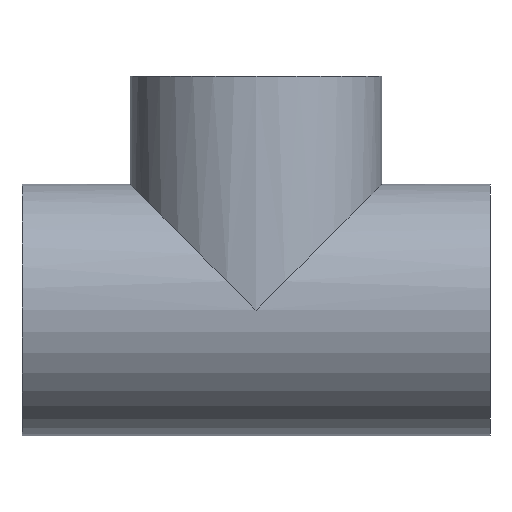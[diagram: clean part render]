
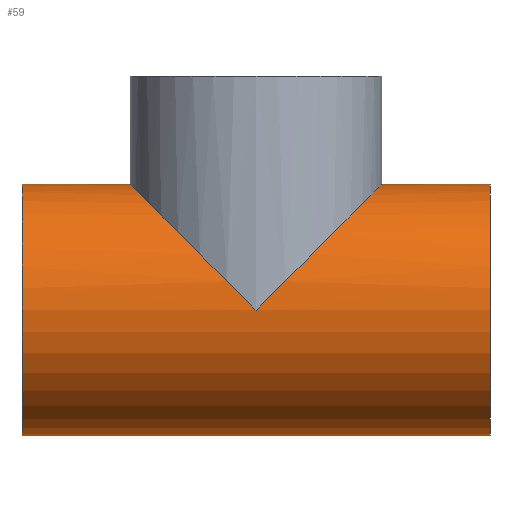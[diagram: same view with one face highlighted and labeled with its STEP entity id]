
A CAD part, front view. The second image highlights one B-rep face of the part: STEP entity #59.
In plain terms, the highlighted cylindrical face has radius 21.5 mm (diameter 43 mm), a full revolution.
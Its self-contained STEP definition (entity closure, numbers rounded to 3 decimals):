
#59 = ADVANCED_FACE( '', ( #125, #126, #127 ), #128, .T. );
#125 = FACE_OUTER_BOUND( '', #186, .T. );
#126 = FACE_OUTER_BOUND( '', #187, .T. );
#127 = FACE_BOUND( '', #188, .T. );
#128 = CYLINDRICAL_SURFACE( '', #189, 21.5 );
#186 = EDGE_LOOP( '', ( #266 ) );
#187 = EDGE_LOOP( '', ( #267 ) );
#188 = EDGE_LOOP( '', ( #268, #269 ) );
#189 = AXIS2_PLACEMENT_3D( '', #270, #271, #272 );
#266 = ORIENTED_EDGE( '', *, *, #294, .T. );
#267 = ORIENTED_EDGE( '', *, *, #301, .F. );
#268 = ORIENTED_EDGE( '', *, *, #282, .F. );
#269 = ORIENTED_EDGE( '', *, *, #281, .F. );
#270 = CARTESIAN_POINT( '', ( 20., 0., 0. ) );
#271 = DIRECTION( '', ( 1., 0., 0. ) );
#272 = DIRECTION( '', ( 0., 0., 1. ) );
#281 = EDGE_CURVE( '', #311, #312, #313, .T. );
#282 = EDGE_CURVE( '', #312, #311, #314, .F. );
#294 = EDGE_CURVE( '', #333, #333, #334, .T. );
#301 = EDGE_CURVE( '', #344, #344, #345, .T. );
#311 = VERTEX_POINT( '', #356 );
#312 = VERTEX_POINT( '', #357 );
#313 = ELLIPSE( '', #358, 30.406, 21.5 );
#314 = ELLIPSE( '', #359, 30.406, 21.5 );
#333 = VERTEX_POINT( '', #378 );
#334 = CIRCLE( '', #379, 21.5 );
#344 = VERTEX_POINT( '', #389 );
#345 = CIRCLE( '', #390, 21.5 );
#356 = CARTESIAN_POINT( '', ( -20., -21.5, 0. ) );
#357 = CARTESIAN_POINT( '', ( -20., 21.5, 0. ) );
#358 = AXIS2_PLACEMENT_3D( '', #401, #402, #403 );
#359 = AXIS2_PLACEMENT_3D( '', #404, #405, #406 );
#378 = CARTESIAN_POINT( '', ( -60., 21.5, 0. ) );
#379 = AXIS2_PLACEMENT_3D( '', #428, #429, #430 );
#389 = CARTESIAN_POINT( '', ( 20., 21.5, 0. ) );
#390 = AXIS2_PLACEMENT_3D( '', #440, #441, #442 );
#401 = CARTESIAN_POINT( '', ( -20., 0., 0. ) );
#402 = DIRECTION( '', ( -0.707, 0., 0.707 ) );
#403 = DIRECTION( '', ( -0.707, 0., -0.707 ) );
#404 = CARTESIAN_POINT( '', ( -20., 0., 0. ) );
#405 = DIRECTION( '', ( -0.707, 0., -0.707 ) );
#406 = DIRECTION( '', ( -0.707, 0., 0.707 ) );
#428 = CARTESIAN_POINT( '', ( -60., 0., 0. ) );
#429 = DIRECTION( '', ( 1., 0., 0. ) );
#430 = DIRECTION( '', ( 0., 1., 0. ) );
#440 = CARTESIAN_POINT( '', ( 20., 0., 0. ) );
#441 = DIRECTION( '', ( 1., 0., 0. ) );
#442 = DIRECTION( '', ( 0., 1., 0. ) );
